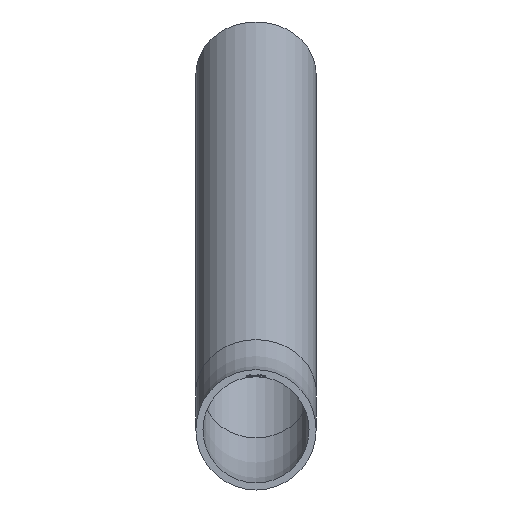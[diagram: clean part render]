
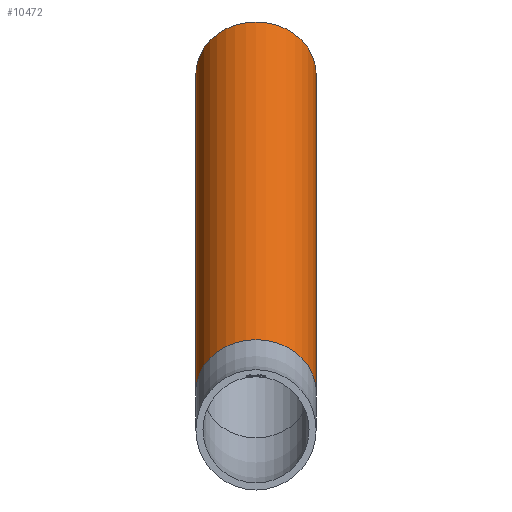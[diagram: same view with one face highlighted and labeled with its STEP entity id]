
A CAD part, front view. The second image highlights one B-rep face of the part: STEP entity #10472.
In plain terms, the highlighted cylindrical face has radius 21.2 mm (diameter 42.4 mm), a full revolution.
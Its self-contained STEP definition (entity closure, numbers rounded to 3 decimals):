
#313 = DIRECTION ( 'NONE',  ( 0., 0.866, 0.5 ) ) ;
#545 = EDGE_CURVE ( 'NONE', #6568, #6568, #11604, .T. ) ;
#590 = EDGE_LOOP ( 'NONE', ( #6201 ) ) ;
#1484 = AXIS2_PLACEMENT_3D ( 'NONE', #5185, #11819, #5096 ) ;
#1870 = DIRECTION ( 'NONE',  ( 0., 0.866, 0.5 ) ) ;
#2253 = DIRECTION ( 'NONE',  ( 0., -0.5, 0.866 ) ) ;
#4029 = CARTESIAN_POINT ( 'NONE',  ( 0., 467.654, 125.307 ) ) ;
#4915 = AXIS2_PLACEMENT_3D ( 'NONE', #4029, #313, #2253 ) ;
#5096 = DIRECTION ( 'NONE',  ( 0., -0.5, 0.866 ) ) ;
#5185 = CARTESIAN_POINT ( 'NONE',  ( 0., 273.82, 13.397 ) ) ;
#5213 = VERTEX_POINT ( 'NONE', #5489 ) ;
#5489 = CARTESIAN_POINT ( 'NONE',  ( 0., 263.22, 31.757 ) ) ;
#5571 = CYLINDRICAL_SURFACE ( 'NONE', #9371, 21.2 ) ;
#6201 = ORIENTED_EDGE ( 'NONE', *, *, #545, .F. ) ;
#6568 = VERTEX_POINT ( 'NONE', #10226 ) ;
#6791 = EDGE_LOOP ( 'NONE', ( #8637 ) ) ;
#7122 = EDGE_CURVE ( 'NONE', #5213, #5213, #10940, .T. ) ;
#7824 = FACE_OUTER_BOUND ( 'NONE', #6791, .T. ) ;
#8116 = FACE_OUTER_BOUND ( 'NONE', #590, .T. ) ;
#8637 = ORIENTED_EDGE ( 'NONE', *, *, #7122, .T. ) ;
#8697 = CARTESIAN_POINT ( 'NONE',  ( 0., 273.82, 13.397 ) ) ;
#9371 = AXIS2_PLACEMENT_3D ( 'NONE', #8697, #1870, #11423 ) ;
#10226 = CARTESIAN_POINT ( 'NONE',  ( 0., 457.054, 143.667 ) ) ;
#10472 = ADVANCED_FACE ( 'NONE', ( #7824, #8116 ), #5571, .T. ) ;
#10940 = CIRCLE ( 'NONE', #1484, 21.2 ) ;
#11423 = DIRECTION ( 'NONE',  ( 0., -0.5, 0.866 ) ) ;
#11604 = CIRCLE ( 'NONE', #4915, 21.2 ) ;
#11819 = DIRECTION ( 'NONE',  ( 0., 0.866, 0.5 ) ) ;
